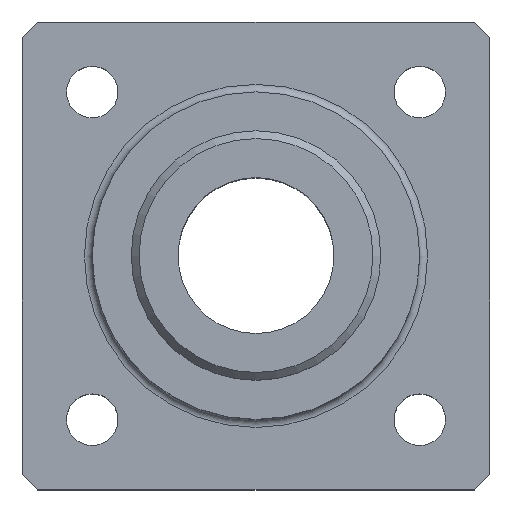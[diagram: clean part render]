
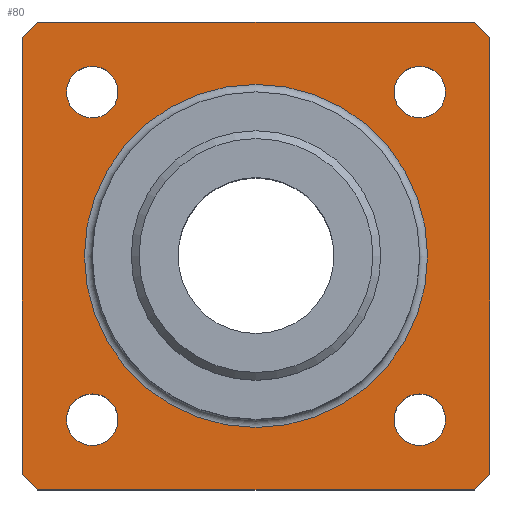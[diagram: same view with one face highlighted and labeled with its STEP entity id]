
A CAD part, top view. The second image highlights one B-rep face of the part: STEP entity #80.
In plain terms, the highlighted planar face has unit normal (0, 0, 1).
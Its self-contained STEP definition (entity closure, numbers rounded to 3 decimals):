
#80 = ADVANCED_FACE( '', ( #178, #179, #180, #181, #182, #183 ), #184, .T. );
#178 = FACE_OUTER_BOUND( '', #281, .T. );
#179 = FACE_BOUND( '', #282, .T. );
#180 = FACE_BOUND( '', #283, .T. );
#181 = FACE_BOUND( '', #284, .T. );
#182 = FACE_BOUND( '', #285, .T. );
#183 = FACE_BOUND( '', #286, .T. );
#184 = PLANE( '', #287 );
#281 = EDGE_LOOP( '', ( #426, #427, #428, #429, #430, #431, #432, #433 ) );
#282 = EDGE_LOOP( '', ( #434 ) );
#283 = EDGE_LOOP( '', ( #435 ) );
#284 = EDGE_LOOP( '', ( #436 ) );
#285 = EDGE_LOOP( '', ( #437 ) );
#286 = EDGE_LOOP( '', ( #438 ) );
#287 = AXIS2_PLACEMENT_3D( '', #439, #440, #441 );
#426 = ORIENTED_EDGE( '', *, *, #545, .T. );
#427 = ORIENTED_EDGE( '', *, *, #546, .T. );
#428 = ORIENTED_EDGE( '', *, *, #513, .T. );
#429 = ORIENTED_EDGE( '', *, *, #547, .T. );
#430 = ORIENTED_EDGE( '', *, *, #548, .T. );
#431 = ORIENTED_EDGE( '', *, *, #506, .T. );
#432 = ORIENTED_EDGE( '', *, *, #534, .T. );
#433 = ORIENTED_EDGE( '', *, *, #549, .T. );
#434 = ORIENTED_EDGE( '', *, *, #543, .F. );
#435 = ORIENTED_EDGE( '', *, *, #516, .F. );
#436 = ORIENTED_EDGE( '', *, *, #519, .F. );
#437 = ORIENTED_EDGE( '', *, *, #498, .F. );
#438 = ORIENTED_EDGE( '', *, *, #550, .T. );
#439 = CARTESIAN_POINT( '', ( 0., 0., 10. ) );
#440 = DIRECTION( '', ( 0., 0., 1. ) );
#441 = DIRECTION( '', ( 1., 0., 0. ) );
#498 = EDGE_CURVE( '', #567, #567, #568, .T. );
#506 = EDGE_CURVE( '', #582, #580, #583, .T. );
#513 = EDGE_CURVE( '', #594, #592, #595, .T. );
#516 = EDGE_CURVE( '', #598, #598, #599, .T. );
#519 = EDGE_CURVE( '', #603, #603, #604, .T. );
#534 = EDGE_CURVE( '', #580, #626, #628, .T. );
#543 = EDGE_CURVE( '', #640, #640, #641, .T. );
#545 = EDGE_CURVE( '', #643, #644, #645, .T. );
#546 = EDGE_CURVE( '', #644, #594, #646, .T. );
#547 = EDGE_CURVE( '', #592, #647, #648, .T. );
#548 = EDGE_CURVE( '', #647, #582, #649, .T. );
#549 = EDGE_CURVE( '', #626, #643, #650, .T. );
#550 = EDGE_CURVE( '', #651, #651, #652, .T. );
#567 = VERTEX_POINT( '', #669 );
#568 = CIRCLE( '', #670, 3.3 );
#580 = VERTEX_POINT( '', #683 );
#582 = VERTEX_POINT( '', #686 );
#583 = LINE( '', #687, #688 );
#592 = VERTEX_POINT( '', #699 );
#594 = VERTEX_POINT( '', #702 );
#595 = LINE( '', #703, #704 );
#598 = VERTEX_POINT( '', #708 );
#599 = CIRCLE( '', #709, 3.3 );
#603 = VERTEX_POINT( '', #713 );
#604 = CIRCLE( '', #714, 3.3 );
#626 = VERTEX_POINT( '', #742 );
#628 = LINE( '', #745, #746 );
#640 = VERTEX_POINT( '', #758 );
#641 = CIRCLE( '', #759, 3.3 );
#643 = VERTEX_POINT( '', #761 );
#644 = VERTEX_POINT( '', #762 );
#645 = LINE( '', #763, #764 );
#646 = LINE( '', #765, #766 );
#647 = VERTEX_POINT( '', #767 );
#648 = LINE( '', #768, #769 );
#649 = LINE( '', #770, #771 );
#650 = LINE( '', #772, #773 );
#651 = VERTEX_POINT( '', #774 );
#652 = CIRCLE( '', #775, 22. );
#669 = CARTESIAN_POINT( '', ( -17.7, 9., 10. ) );
#670 = AXIS2_PLACEMENT_3D( '', #795, #796, #797 );
#683 = CARTESIAN_POINT( '', ( 30., 58., 10. ) );
#686 = CARTESIAN_POINT( '', ( 30., 2., 10. ) );
#687 = CARTESIAN_POINT( '', ( 30., 2., 10. ) );
#688 = VECTOR( '', #809, 1000. );
#699 = CARTESIAN_POINT( '', ( -28., 0., 10. ) );
#702 = CARTESIAN_POINT( '', ( -30., 2., 10. ) );
#703 = CARTESIAN_POINT( '', ( -30., 2., 10. ) );
#704 = VECTOR( '', #816, 1000. );
#708 = CARTESIAN_POINT( '', ( 24.3, 9., 10. ) );
#709 = AXIS2_PLACEMENT_3D( '', #818, #819, #820 );
#713 = CARTESIAN_POINT( '', ( -17.7, 51., 10. ) );
#714 = AXIS2_PLACEMENT_3D( '', #824, #825, #826 );
#742 = CARTESIAN_POINT( '', ( 28., 60., 10. ) );
#745 = CARTESIAN_POINT( '', ( 30., 58., 10. ) );
#746 = VECTOR( '', #846, 1000. );
#758 = CARTESIAN_POINT( '', ( 24.3, 51., 10. ) );
#759 = AXIS2_PLACEMENT_3D( '', #856, #857, #858 );
#761 = CARTESIAN_POINT( '', ( -28., 60., 10. ) );
#762 = CARTESIAN_POINT( '', ( -30., 58., 10. ) );
#763 = CARTESIAN_POINT( '', ( -28., 60., 10. ) );
#764 = VECTOR( '', #859, 1000. );
#765 = CARTESIAN_POINT( '', ( -30., 58., 10. ) );
#766 = VECTOR( '', #860, 1000. );
#767 = CARTESIAN_POINT( '', ( 28., 0., 10. ) );
#768 = CARTESIAN_POINT( '', ( -28., 0., 10. ) );
#769 = VECTOR( '', #861, 1000. );
#770 = CARTESIAN_POINT( '', ( 28., 0., 10. ) );
#771 = VECTOR( '', #862, 1000. );
#772 = CARTESIAN_POINT( '', ( 28., 60., 10. ) );
#773 = VECTOR( '', #863, 1000. );
#774 = CARTESIAN_POINT( '', ( -22., 30., 10. ) );
#775 = AXIS2_PLACEMENT_3D( '', #864, #865, #866 );
#795 = CARTESIAN_POINT( '', ( -21., 9., 10. ) );
#796 = DIRECTION( '', ( 0., 0., 1. ) );
#797 = DIRECTION( '', ( 1., 0., 0. ) );
#809 = DIRECTION( '', ( 0., 1., 0. ) );
#816 = DIRECTION( '', ( 0.707, -0.707, 0. ) );
#818 = CARTESIAN_POINT( '', ( 21., 9., 10. ) );
#819 = DIRECTION( '', ( 0., 0., 1. ) );
#820 = DIRECTION( '', ( 1., 0., 0. ) );
#824 = CARTESIAN_POINT( '', ( -21., 51., 10. ) );
#825 = DIRECTION( '', ( 0., 0., 1. ) );
#826 = DIRECTION( '', ( 1., 0., 0. ) );
#846 = DIRECTION( '', ( -0.707, 0.707, 0. ) );
#856 = CARTESIAN_POINT( '', ( 21., 51., 10. ) );
#857 = DIRECTION( '', ( 0., 0., 1. ) );
#858 = DIRECTION( '', ( 1., 0., 0. ) );
#859 = DIRECTION( '', ( -0.707, -0.707, 0. ) );
#860 = DIRECTION( '', ( 0., -1., 0. ) );
#861 = DIRECTION( '', ( 1., 0., 0. ) );
#862 = DIRECTION( '', ( 0.707, 0.707, 0. ) );
#863 = DIRECTION( '', ( -1., 0., 0. ) );
#864 = CARTESIAN_POINT( '', ( 0., 30., 10. ) );
#865 = DIRECTION( '', ( 0., 0., -1. ) );
#866 = DIRECTION( '', ( -1., 0., 0. ) );
